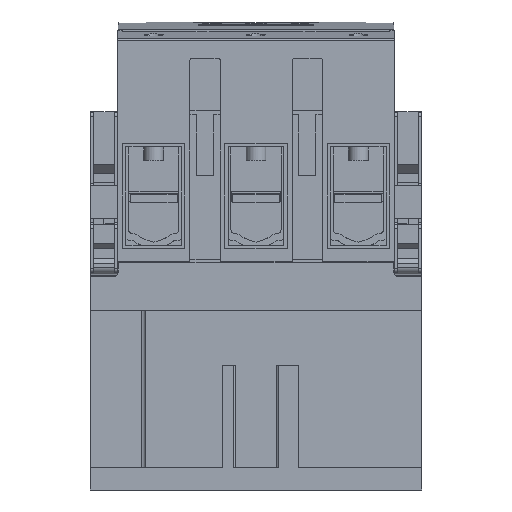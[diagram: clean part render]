
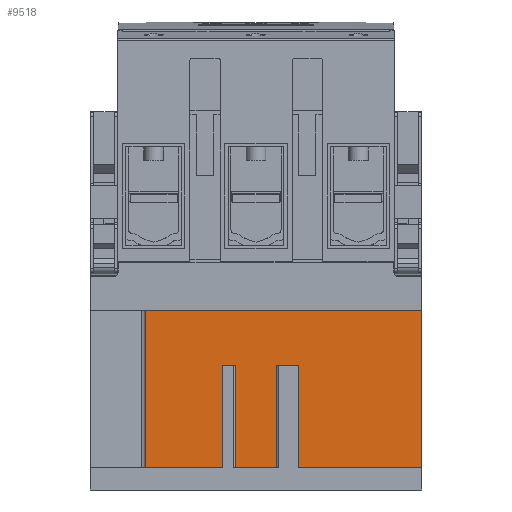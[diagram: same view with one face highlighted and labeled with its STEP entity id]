
A CAD part, front view. The second image highlights one B-rep face of the part: STEP entity #9518.
In plain terms, the highlighted planar face has unit normal (0, -1, 0).
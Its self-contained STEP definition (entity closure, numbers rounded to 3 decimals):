
#9518=ADVANCED_FACE('',(#19457),#19458,.T.);
#19457=FACE_OUTER_BOUND('',#29622,.T.);
#19458=PLANE('',#29623);
#29622=EDGE_LOOP('',(#60876,#60877,#60878,#60879,#60880,#60881,#60882,#60883,#60884,#60885,#60886,#60887));
#29623=AXIS2_PLACEMENT_3D('',#60888,#60889,#60890);
#60876=ORIENTED_EDGE('',*,*,#74919,.T.);
#60877=ORIENTED_EDGE('',*,*,#74917,.F.);
#60878=ORIENTED_EDGE('',*,*,#74856,.T.);
#60879=ORIENTED_EDGE('',*,*,#74795,.T.);
#60880=ORIENTED_EDGE('',*,*,#74925,.T.);
#60881=ORIENTED_EDGE('',*,*,#74934,.T.);
#60882=ORIENTED_EDGE('',*,*,#74946,.F.);
#60883=ORIENTED_EDGE('',*,*,#75016,.T.);
#60884=ORIENTED_EDGE('',*,*,#74978,.T.);
#60885=ORIENTED_EDGE('',*,*,#75003,.T.);
#60886=ORIENTED_EDGE('',*,*,#74939,.F.);
#60887=ORIENTED_EDGE('',*,*,#74937,.T.);
#60888=CARTESIAN_POINT('',(60.0,20.0,0.0));
#60889=DIRECTION('',(0.0,-1.0,0.0));
#60890=DIRECTION('',(0.0,0.0,1.0));
#74795=EDGE_CURVE('',#93700,#93697,#93701,.T.);
#74856=EDGE_CURVE('',#93792,#93700,#93793,.T.);
#74917=EDGE_CURVE('',#93792,#93882,#93884,.T.);
#74919=EDGE_CURVE('',#93886,#93882,#93887,.T.);
#74925=EDGE_CURVE('',#93697,#93894,#93896,.T.);
#74934=EDGE_CURVE('',#93894,#93907,#93909,.T.);
#74937=EDGE_CURVE('',#93911,#93886,#93913,.T.);
#74939=EDGE_CURVE('',#93911,#93915,#93916,.T.);
#74946=EDGE_CURVE('',#93924,#93907,#93926,.T.);
#74978=EDGE_CURVE('',#93959,#93957,#93960,.T.);
#75003=EDGE_CURVE('',#93957,#93915,#93990,.T.);
#75016=EDGE_CURVE('',#93924,#93959,#94005,.T.);
#93697=VERTEX_POINT('',#123101);
#93700=VERTEX_POINT('',#123104);
#93701=LINE('',#123105,#123106);
#93792=VERTEX_POINT('',#123227);
#93793=LINE('',#123228,#123229);
#93882=VERTEX_POINT('',#123347);
#93884=LINE('',#123349,#123350);
#93886=VERTEX_POINT('',#123352);
#93887=LINE('',#123353,#123354);
#93894=VERTEX_POINT('',#123364);
#93896=LINE('',#123367,#123368);
#93907=VERTEX_POINT('',#123384);
#93909=LINE('',#123387,#123388);
#93911=VERTEX_POINT('',#123390);
#93913=LINE('',#123393,#123394);
#93915=VERTEX_POINT('',#123396);
#93916=LINE('',#123397,#123398);
#93924=VERTEX_POINT('',#123408);
#93926=LINE('',#123411,#123412);
#93957=VERTEX_POINT('',#123455);
#93959=VERTEX_POINT('',#123458);
#93960=LINE('',#123459,#123460);
#93990=LINE('',#123502,#123503);
#94005=LINE('',#123524,#123525);
#123101=CARTESIAN_POINT('',(72.85,20.0,45.0));
#123104=CARTESIAN_POINT('',(72.85,20.0,8.0));
#123105=CARTESIAN_POINT('',(72.85,20.0,8.0));
#123106=VECTOR('',#138513,1.0);
#123227=CARTESIAN_POINT('',(50.15,20.0,8.0));
#123228=CARTESIAN_POINT('',(50.15,20.0,8.0));
#123229=VECTOR('',#138589,1.0);
#123347=CARTESIAN_POINT('',(50.15,20.0,45.0));
#123349=CARTESIAN_POINT('',(50.15,20.0,8.0));
#123350=VECTOR('',#138667,1.0);
#123352=CARTESIAN_POINT('',(47.75,20.0,45.0));
#123353=CARTESIAN_POINT('',(60.75,20.0,45.0));
#123354=VECTOR('',#138668,1.0);
#123364=CARTESIAN_POINT('',(75.25,20.0,45.0));
#123367=CARTESIAN_POINT('',(60.75,20.0,45.0));
#123368=VECTOR('',#138673,1.0);
#123384=CARTESIAN_POINT('',(75.25,20.0,8.0));
#123387=CARTESIAN_POINT('',(75.25,20.0,0.0));
#123388=VECTOR('',#138680,1.0);
#123390=CARTESIAN_POINT('',(47.75,20.0,8.0));
#123393=CARTESIAN_POINT('',(47.75,20.0,0.0));
#123394=VECTOR('',#138682,1.0);
#123396=CARTESIAN_POINT('',(20.1,20.0,8.0));
#123397=CARTESIAN_POINT('',(60.0,20.0,8.0));
#123398=VECTOR('',#138683,1.0);
#123408=CARTESIAN_POINT('',(120.0,20.0,8.0));
#123411=CARTESIAN_POINT('',(60.0,20.0,8.0));
#123412=VECTOR('',#138693,1.0);
#123455=CARTESIAN_POINT('',(20.1,20.0,64.8));
#123458=CARTESIAN_POINT('',(120.0,20.0,64.8));
#123459=CARTESIAN_POINT('',(30.0,20.0,64.8));
#123460=VECTOR('',#138710,1.0);
#123502=CARTESIAN_POINT('',(20.1,20.0,4.0));
#123503=VECTOR('',#138729,1.0);
#123524=CARTESIAN_POINT('',(120.0,20.0,0.0));
#123525=VECTOR('',#138736,1.0);
#138513=DIRECTION('',(0.0,0.0,1.0));
#138589=DIRECTION('',(1.0,0.0,0.0));
#138667=DIRECTION('',(0.0,0.0,1.0));
#138668=DIRECTION('',(1.0,0.0,0.0));
#138673=DIRECTION('',(1.0,0.0,0.0));
#138680=DIRECTION('',(0.0,0.0,-1.0));
#138682=DIRECTION('',(0.0,-0.0,1.0));
#138683=DIRECTION('',(-1.0,-0.0,0.0));
#138693=DIRECTION('',(-1.0,-0.0,0.0));
#138710=DIRECTION('',(-1.0,0.0,0.0));
#138729=DIRECTION('',(0.0,0.0,-1.0));
#138736=DIRECTION('',(0.0,0.0,1.0));
